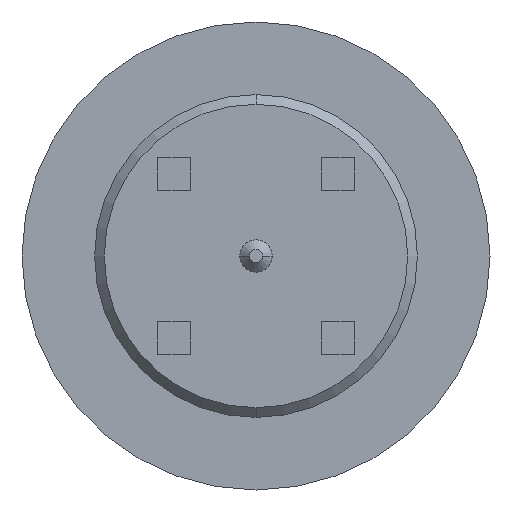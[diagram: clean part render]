
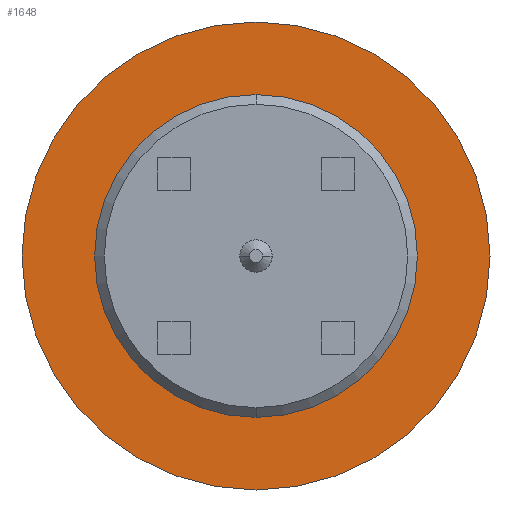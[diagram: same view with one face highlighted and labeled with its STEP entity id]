
A CAD part, front view. The second image highlights one B-rep face of the part: STEP entity #1648.
In plain terms, the highlighted planar face has unit normal (0, -1, 0).
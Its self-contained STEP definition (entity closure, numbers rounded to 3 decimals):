
#1=CARTESIAN_POINT('',(0.,-2.75,0.));
#2=DIRECTION('',(0.,1.,0.));
#3=DIRECTION('',(0.,0.,-1.));
#4=AXIS2_PLACEMENT_3D('',#1,#2,#3);
#6=CARTESIAN_POINT('',(0.,-2.75,0.));
#7=DIRECTION('',(0.,1.,0.));
#8=DIRECTION('',(0.,0.,1.));
#9=AXIS2_PLACEMENT_3D('',#6,#7,#8);
#15=CARTESIAN_POINT('',(0.,-2.75,0.));
#16=DIRECTION('',(0.,-1.,0.));
#17=DIRECTION('',(0.,0.,-1.));
#18=AXIS2_PLACEMENT_3D('',#15,#16,#17);
#24=CARTESIAN_POINT('',(0.,-2.75,0.));
#25=DIRECTION('',(0.,1.,0.));
#26=DIRECTION('',(0.,0.,-1.));
#27=AXIS2_PLACEMENT_3D('',#24,#25,#26);
#1402=CARTESIAN_POINT('',(0.,-2.75,-7.25));
#1404=VERTEX_POINT('',#1402);
#1420=CARTESIAN_POINT('',(0.,-2.75,7.25));
#1422=VERTEX_POINT('',#1420);
#1438=CARTESIAN_POINT('',(0.,-2.75,-5.));
#1439=CARTESIAN_POINT('',(0.,-2.75,5.));
#1440=VERTEX_POINT('',#1438);
#1441=VERTEX_POINT('',#1439);
#1631=CARTESIAN_POINT('',(0.,-2.75,0.));
#1632=DIRECTION('',(0.,1.,0.));
#1633=DIRECTION('',(0.,0.,-1.));
#1634=AXIS2_PLACEMENT_3D('',#1631,#1632,#1633);
#1635=PLANE('',#1634);
#1637=ORIENTED_EDGE('',*,*,#1636,.F.);
#1639=ORIENTED_EDGE('',*,*,#1638,.T.);
#1640=EDGE_LOOP('',(#1637,#1639));
#1641=FACE_OUTER_BOUND('',#1640,.F.);
#1643=ORIENTED_EDGE('',*,*,#1642,.F.);
#1645=ORIENTED_EDGE('',*,*,#1644,.F.);
#1646=EDGE_LOOP('',(#1643,#1645));
#1647=FACE_BOUND('',#1646,.F.);
#5=CIRCLE('',#4,5.);
#10=CIRCLE('',#9,5.);
#19=CIRCLE('',#18,7.25);
#28=CIRCLE('',#27,7.25);
#1636=EDGE_CURVE('',#1404,#1422,#19,.T.);
#1638=EDGE_CURVE('',#1404,#1422,#28,.T.);
#1642=EDGE_CURVE('',#1440,#1441,#5,.T.);
#1644=EDGE_CURVE('',#1441,#1440,#10,.T.);
#1648=ADVANCED_FACE('',(#1641,#1647),#1635,.F.);
